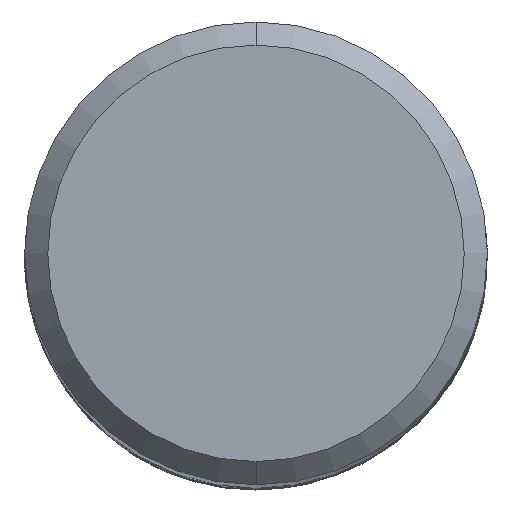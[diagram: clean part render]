
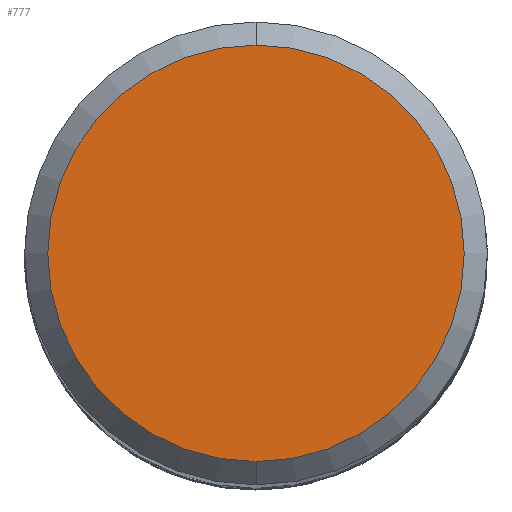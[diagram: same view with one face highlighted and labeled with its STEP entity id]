
A CAD part, top view. The second image highlights one B-rep face of the part: STEP entity #777.
In plain terms, the highlighted planar face has unit normal (0, 0, 1).
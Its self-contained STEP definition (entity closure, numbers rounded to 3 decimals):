
#777=ADVANCED_FACE('',(#1912),#1913,.T.);
#847=VERTEX_POINT('',#1993);
#997=VERTEX_POINT('',#2158);
#1015=EDGE_CURVE('',#997,#847,#2177,.T.);
#1509=EDGE_CURVE('',#847,#997,#2712,.T.);
#1912=FACE_OUTER_BOUND('',#5957,.T.);
#1913=PLANE('',#5958);
#1993=CARTESIAN_POINT('',(0.0,4.5,0.0));
#2158=CARTESIAN_POINT('',(0.,-4.5,0.0));
#2177=CIRCLE('',#9259,4.5);
#2712=CIRCLE('',#14913,4.5);
#5957=EDGE_LOOP('',(#16646,#16647));
#5958=AXIS2_PLACEMENT_3D('',#16648,#16649,#16650);
#9259=AXIS2_PLACEMENT_3D('',#16959,#16960,#16961);
#14913=AXIS2_PLACEMENT_3D('',#17462,#17463,#17464);
#16646=ORIENTED_EDGE('',*,*,#1509,.F.);
#16647=ORIENTED_EDGE('',*,*,#1015,.F.);
#16648=CARTESIAN_POINT('',(0.0,2.25,0.0));
#16649=DIRECTION('',(-0.0,0.0,1.0));
#16650=DIRECTION('',(0.0,-1.0,0.0));
#16959=CARTESIAN_POINT('',(0.0,0.0,0.0));
#16960=DIRECTION('',(0.0,0.0,-1.0));
#16961=DIRECTION('',(0.0,1.0,0.0));
#17462=CARTESIAN_POINT('',(0.0,0.0,0.0));
#17463=DIRECTION('',(0.0,0.0,-1.0));
#17464=DIRECTION('',(0.0,1.0,0.0));
